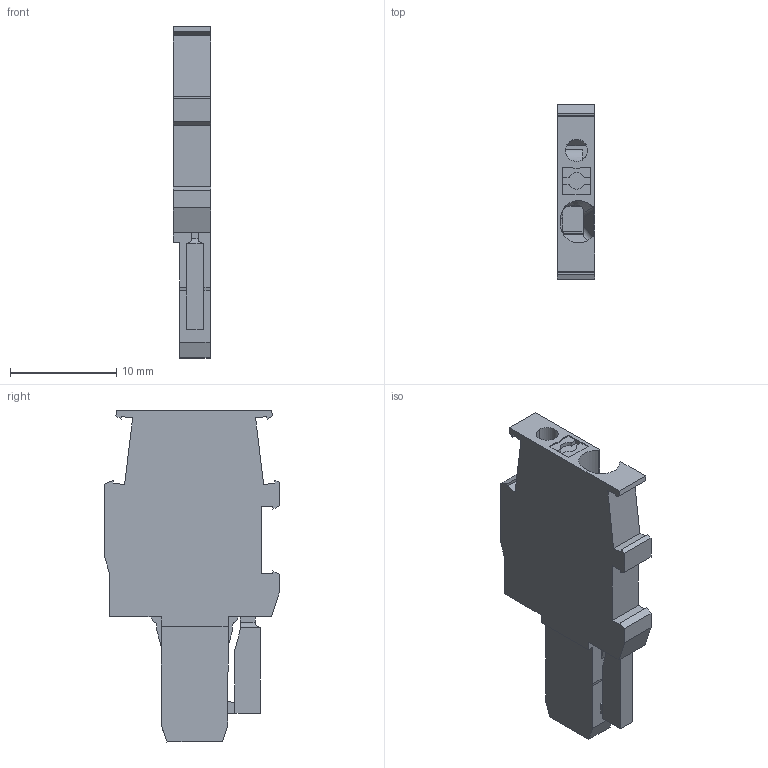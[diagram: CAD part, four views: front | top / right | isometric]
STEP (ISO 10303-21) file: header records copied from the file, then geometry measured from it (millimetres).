
FILE_DESCRIPTION(('Creo Elements/Direct Modeling STEP Export'),'2;1');
FILE_NAME('model.stp','2017-10-11T 9:58:17',(''),(''),'Creo Elements/Direct Modeling STEP processor for AP214 (Solid Model)','Creo Elements/Direct Modeling 18.1I 14-Aug-2016 (C) Parametric Technology GmbH','');
FILE_SCHEMA(('AUTOMOTIVE_DESIGN { 1 0 10303 214 1 1 1 1 }'));
Length unit declared in the file: millimetre
Products named in the file (2): PP_H_1.5_S_1_L_BU-select
Assembly tree (1 placements, depth 2):
  PP_H_1.5_S_1_L_BU-select
    PP_H_1.5_S_1_L_BU-select
Bounding box: 3.5 x 16.5 x 31.3 mm (x, y, z)
Volume: 961.6 mm3; surface area: 1381.8 mm2
Topology: 1 solids, 1 shells, 203 faces, 585 edges, 387 vertices
Faces by surface type: plane 165, cylinder 33, cone 2, extrusion 2, bspline 1
Entity records: 10382 total; most frequent: CARTESIAN_POINT 3504, ORIENTED_EDGE 1170, DIRECTION 989, EDGE_CURVE 585, VECTOR 487, LINE 486, VERTEX_POINT 387, AXIS2_PLACEMENT_3D 251
